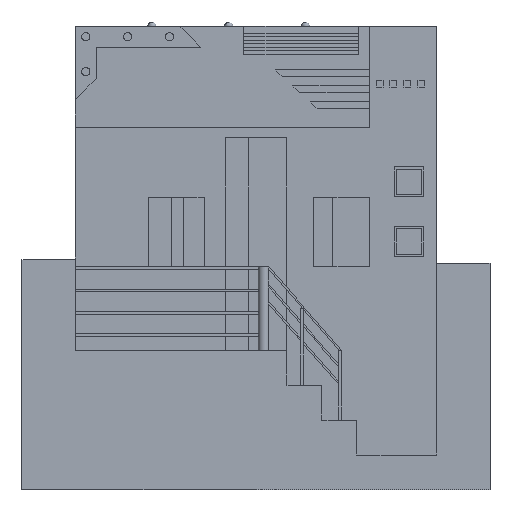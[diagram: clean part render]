
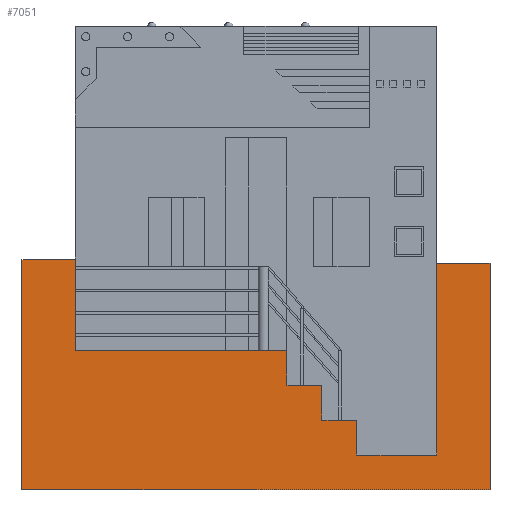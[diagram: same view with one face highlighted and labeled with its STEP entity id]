
A CAD part, front view. The second image highlights one B-rep face of the part: STEP entity #7051.
In plain terms, the highlighted planar face has unit normal (0, -1, 0).
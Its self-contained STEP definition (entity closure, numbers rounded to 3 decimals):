
#334=FACE_OUTER_BOUND('',#719,.T.);
#719=EDGE_LOOP('',(#5421,#5422,#5423,#5424,#5425,#5426,#5427,#5428,#5429,
#5430,#5431,#5432,#5433,#5434));
#1346=LINE('',#10448,#2282);
#1349=LINE('',#10454,#2285);
#1353=LINE('',#10462,#2289);
#1355=LINE('',#10466,#2291);
#1356=LINE('',#10468,#2292);
#1357=LINE('',#10470,#2293);
#1358=LINE('',#10472,#2294);
#1359=LINE('',#10474,#2295);
#1360=LINE('',#10476,#2296);
#1361=LINE('',#10478,#2297);
#1362=LINE('',#10480,#2298);
#1363=LINE('',#10481,#2299);
#1364=LINE('',#10483,#2300);
#1365=LINE('',#10484,#2301);
#2282=VECTOR('',#8539,10.);
#2285=VECTOR('',#8544,10.);
#2289=VECTOR('',#8550,10.);
#2291=VECTOR('',#8554,10.);
#2292=VECTOR('',#8555,10.);
#2293=VECTOR('',#8556,10.);
#2294=VECTOR('',#8557,10.);
#2295=VECTOR('',#8558,10.);
#2296=VECTOR('',#8559,10.);
#2297=VECTOR('',#8560,10.);
#2298=VECTOR('',#8561,10.);
#2299=VECTOR('',#8562,10.);
#2300=VECTOR('',#8563,10.);
#2301=VECTOR('',#8564,10.);
#3148=VERTEX_POINT('',#10445);
#3149=VERTEX_POINT('',#10447);
#3150=VERTEX_POINT('',#10451);
#3151=VERTEX_POINT('',#10453);
#3154=VERTEX_POINT('',#10461);
#3155=VERTEX_POINT('',#10465);
#3156=VERTEX_POINT('',#10467);
#3157=VERTEX_POINT('',#10469);
#3158=VERTEX_POINT('',#10471);
#3159=VERTEX_POINT('',#10473);
#3160=VERTEX_POINT('',#10475);
#3161=VERTEX_POINT('',#10477);
#3162=VERTEX_POINT('',#10479);
#3163=VERTEX_POINT('',#10482);
#3967=EDGE_CURVE('',#3149,#3148,#1346,.T.);
#3970=EDGE_CURVE('',#3151,#3150,#1349,.T.);
#3974=EDGE_CURVE('',#3154,#3149,#1353,.T.);
#3976=EDGE_CURVE('',#3155,#3148,#1355,.T.);
#3977=EDGE_CURVE('',#3155,#3156,#1356,.T.);
#3978=EDGE_CURVE('',#3156,#3157,#1357,.T.);
#3979=EDGE_CURVE('',#3157,#3158,#1358,.T.);
#3980=EDGE_CURVE('',#3158,#3159,#1359,.T.);
#3981=EDGE_CURVE('',#3159,#3160,#1360,.T.);
#3982=EDGE_CURVE('',#3160,#3161,#1361,.T.);
#3983=EDGE_CURVE('',#3161,#3162,#1362,.T.);
#3984=EDGE_CURVE('',#3162,#3151,#1363,.T.);
#3985=EDGE_CURVE('',#3163,#3150,#1364,.T.);
#3986=EDGE_CURVE('',#3163,#3154,#1365,.T.);
#5421=ORIENTED_EDGE('',*,*,#3967,.T.);
#5422=ORIENTED_EDGE('',*,*,#3976,.F.);
#5423=ORIENTED_EDGE('',*,*,#3977,.T.);
#5424=ORIENTED_EDGE('',*,*,#3978,.T.);
#5425=ORIENTED_EDGE('',*,*,#3979,.T.);
#5426=ORIENTED_EDGE('',*,*,#3980,.T.);
#5427=ORIENTED_EDGE('',*,*,#3981,.T.);
#5428=ORIENTED_EDGE('',*,*,#3982,.T.);
#5429=ORIENTED_EDGE('',*,*,#3983,.T.);
#5430=ORIENTED_EDGE('',*,*,#3984,.T.);
#5431=ORIENTED_EDGE('',*,*,#3970,.T.);
#5432=ORIENTED_EDGE('',*,*,#3985,.F.);
#5433=ORIENTED_EDGE('',*,*,#3986,.T.);
#5434=ORIENTED_EDGE('',*,*,#3974,.T.);
#6701=PLANE('',#7494);
#7051=ADVANCED_FACE('',(#334),#6701,.T.);
#7494=AXIS2_PLACEMENT_3D('',#10464,#8552,#8553);
#8539=DIRECTION('',(-1.,0.,0.));
#8544=DIRECTION('',(-1.,0.,0.));
#8550=DIRECTION('',(0.,0.,1.));
#8552=DIRECTION('center_axis',(0.,-1.,0.));
#8553=DIRECTION('ref_axis',(-1.,0.,0.));
#8554=DIRECTION('',(0.,0.,1.));
#8555=DIRECTION('',(-1.,0.,0.));
#8556=DIRECTION('',(0.,0.,1.));
#8557=DIRECTION('',(-1.,0.,0.));
#8558=DIRECTION('',(0.,0.,1.));
#8559=DIRECTION('',(-1.,0.,0.));
#8560=DIRECTION('',(0.,0.,1.));
#8561=DIRECTION('',(-1.,0.,0.));
#8562=DIRECTION('',(0.,0.,1.));
#8563=DIRECTION('',(0.,0.,1.));
#8564=DIRECTION('',(1.,0.,0.));
#10445=CARTESIAN_POINT('',(518.16,-120.,125.237));
#10447=CARTESIAN_POINT('',(594.66,-120.,125.237));
#10448=CARTESIAN_POINT('',(556.41,-120.,125.237));
#10451=CARTESIAN_POINT('',(-76.5,-120.,130.));
#10453=CARTESIAN_POINT('',(0.,-120.,130.));
#10454=CARTESIAN_POINT('',(259.08,-120.,130.));
#10461=CARTESIAN_POINT('',(594.66,-120.,-200.));
#10462=CARTESIAN_POINT('',(594.66,-120.,0.));
#10464=CARTESIAN_POINT('Origin',(518.16,-120.,0.));
#10465=CARTESIAN_POINT('',(518.16,-120.,-150.));
#10466=CARTESIAN_POINT('',(518.16,-120.,0.));
#10467=CARTESIAN_POINT('',(403.53,-120.,-150.));
#10468=CARTESIAN_POINT('',(518.16,-120.,-150.));
#10469=CARTESIAN_POINT('',(403.53,-120.,-100.));
#10470=CARTESIAN_POINT('',(403.53,-120.,-75.));
#10471=CARTESIAN_POINT('',(353.53,-120.,-100.));
#10472=CARTESIAN_POINT('',(460.845,-120.,-100.));
#10473=CARTESIAN_POINT('',(353.53,-120.,-50.));
#10474=CARTESIAN_POINT('',(353.53,-120.,-50.));
#10475=CARTESIAN_POINT('',(303.53,-120.,-50.));
#10476=CARTESIAN_POINT('',(435.845,-120.,-50.));
#10477=CARTESIAN_POINT('',(303.53,-120.,0.));
#10478=CARTESIAN_POINT('',(303.53,-120.,-25.));
#10479=CARTESIAN_POINT('',(0.,-120.,0.));
#10480=CARTESIAN_POINT('',(518.16,-120.,0.));
#10481=CARTESIAN_POINT('',(0.,-120.,0.));
#10482=CARTESIAN_POINT('',(-76.5,-120.,-200.));
#10483=CARTESIAN_POINT('',(-76.5,-120.,0.));
#10484=CARTESIAN_POINT('',(129.54,-120.,-200.));
